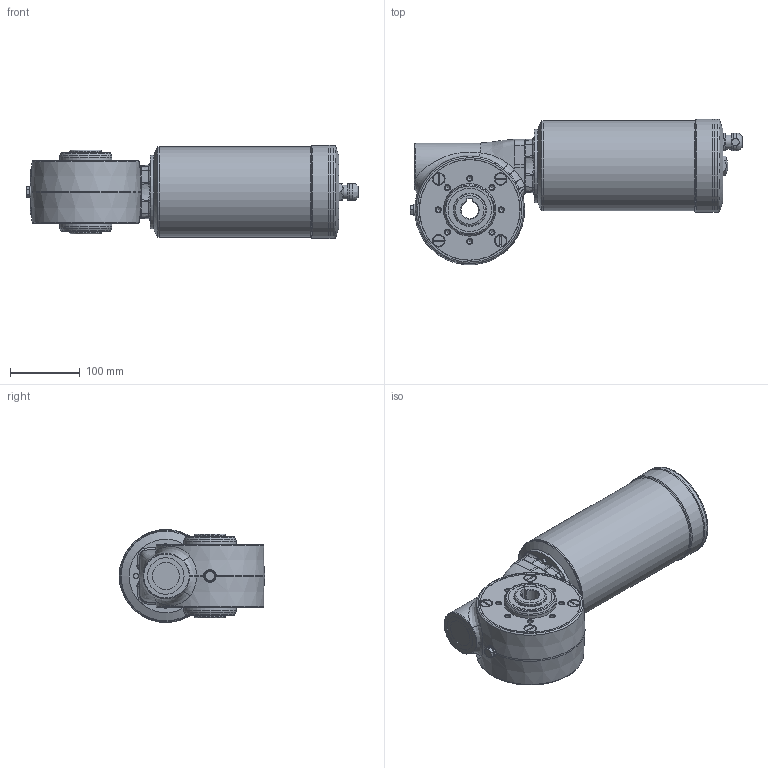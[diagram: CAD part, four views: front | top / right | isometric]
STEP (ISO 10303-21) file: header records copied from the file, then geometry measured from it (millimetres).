
FILE_DESCRIPTION( ( 'Unknown' ), '1' );
FILE_NAME( '9EFCB749DB431155FE14CE6607DE26D.3d.stp', 'Unknown', ( 'Unknown' ), ( 'Unknown' ), 'PSStep 10.1', 'Unknown', ' ' );
FILE_SCHEMA( ( 'AUTOMOTIVE_DESIGN { 1 0 10303 214 1 1 1 1 }' ) );
Length unit declared in the file: millimetre
Products named in the file (1): N638800
Bounding box: 474.3 x 207.76 x 133 mm (x, y, z)
Volume: 5608857.2 mm3; surface area: 268615.1 mm2
Topology: 1 solids, 11 shells, 513 faces, 1225 edges, 781 vertices
Faces by surface type: plane 160, cylinder 122, cone 112, bspline 88, torus 30, sphere 1
Full cylindrical faces by diameter (mm): 4.134 x2, 4.917 x8, 6.647 x20, 7 x5, 8 x4, 9 x4, 13 x4, 13.4 x1, 14 x5, 16.662 x1, 17 x1, 18 x1, 20 x1, 35 x1, 39 x1, 45 x2, 46 x2, 47 x1, 47.5 x2, 52 x2, 62 x2, 75 x2, 105 x1, 128.98 x1, 129 x2, 132.98 x2, 133 x3, 144 x1
Entity records: 24517 total; most frequent: CARTESIAN_POINT 10716, DIRECTION 1873, ORIENTED_EDGE 1810, EDGE_CURVE 905, AXIS2_PLACEMENT_3D 825, EDGE_LOOP 756, VERTEX_POINT 676, FACE_OUTER_BOUND 613
